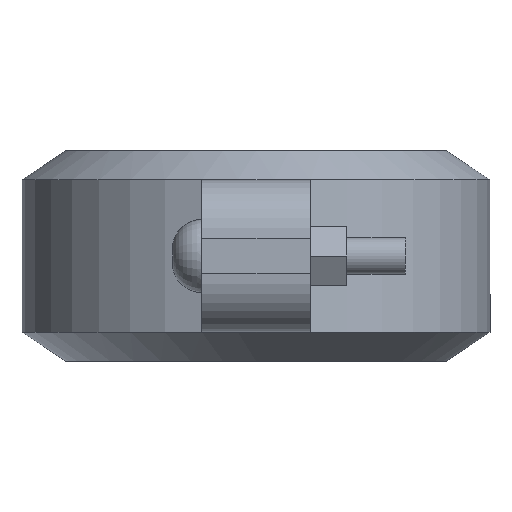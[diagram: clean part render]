
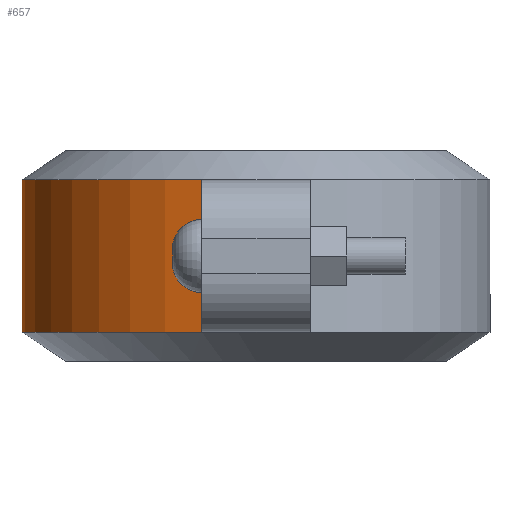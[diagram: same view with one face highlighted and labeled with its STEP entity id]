
A CAD part, left-side view. The second image highlights one B-rep face of the part: STEP entity #657.
In plain terms, the highlighted cylindrical face has radius 50.8 mm (diameter 101.6 mm), a partial arc.
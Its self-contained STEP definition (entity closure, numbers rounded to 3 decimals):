
#2 = VECTOR ( 'NONE', #1037, 1000. ) ;
#17 = VERTEX_POINT ( 'NONE', #531 ) ;
#27 = FACE_OUTER_BOUND ( 'NONE', #36, .T. ) ;
#36 = EDGE_LOOP ( 'NONE', ( #1025, #253, #551, #1503, #1659, #485 ) ) ;
#45 = EDGE_CURVE ( 'NONE', #1208, #1557, #1583, .T. ) ;
#78 = DIRECTION ( 'NONE',  ( 0., 0., 1. ) ) ;
#87 = DIRECTION ( 'NONE',  ( 0., 0., 1. ) ) ;
#126 = EDGE_CURVE ( 'NONE', #338, #17, #1469, .T. ) ;
#165 = CARTESIAN_POINT ( 'NONE',  ( 0., 0., 16.51 ) ) ;
#175 = DIRECTION ( 'NONE',  ( 0., -1., 0. ) ) ;
#193 = AXIS2_PLACEMENT_3D ( 'NONE', #730, #87, #871 ) ;
#242 = CYLINDRICAL_SURFACE ( 'NONE', #193, 50.8 ) ;
#253 = ORIENTED_EDGE ( 'NONE', *, *, #45, .T. ) ;
#263 = CARTESIAN_POINT ( 'NONE',  ( -49.417, 11.772, -16.51 ) ) ;
#279 = CARTESIAN_POINT ( 'NONE',  ( 0., 0., -16.51 ) ) ;
#338 = VERTEX_POINT ( 'NONE', #1502 ) ;
#339 = CARTESIAN_POINT ( 'NONE',  ( 49.417, 11.772, -16.51 ) ) ;
#398 = AXIS2_PLACEMENT_3D ( 'NONE', #744, #1013, #1392 ) ;
#470 = AXIS2_PLACEMENT_3D ( 'NONE', #279, #1057, #668 ) ;
#485 = ORIENTED_EDGE ( 'NONE', *, *, #126, .F. ) ;
#488 = CARTESIAN_POINT ( 'NONE',  ( 0., 50.8, -16.51 ) ) ;
#506 = VERTEX_POINT ( 'NONE', #263 ) ;
#516 = DIRECTION ( 'NONE',  ( 0., -1., 0. ) ) ;
#531 = CARTESIAN_POINT ( 'NONE',  ( 0., 50.8, 16.51 ) ) ;
#551 = ORIENTED_EDGE ( 'NONE', *, *, #734, .T. ) ;
#602 = CIRCLE ( 'NONE', #1238, 50.8 ) ;
#657 = ADVANCED_FACE ( 'NONE', ( #27 ), #242, .T. ) ;
#668 = DIRECTION ( 'NONE',  ( 0., -1., 0. ) ) ;
#730 = CARTESIAN_POINT ( 'NONE',  ( 0., 0., 0. ) ) ;
#731 = VECTOR ( 'NONE', #78, 1000. ) ;
#734 = EDGE_CURVE ( 'NONE', #1557, #506, #1327, .T. ) ;
#744 = CARTESIAN_POINT ( 'NONE',  ( 0., 0., -16.51 ) ) ;
#858 = VERTEX_POINT ( 'NONE', #940 ) ;
#871 = DIRECTION ( 'NONE',  ( 0., -1., 0. ) ) ;
#906 = CARTESIAN_POINT ( 'NONE',  ( -49.417, 11.772, -16.51 ) ) ;
#939 = CARTESIAN_POINT ( 'NONE',  ( 0., 0., 16.51 ) ) ;
#940 = CARTESIAN_POINT ( 'NONE',  ( -49.417, 11.772, 16.51 ) ) ;
#997 = LINE ( 'NONE', #906, #2 ) ;
#1013 = DIRECTION ( 'NONE',  ( 0., 0., 1. ) ) ;
#1025 = ORIENTED_EDGE ( 'NONE', *, *, #1032, .F. ) ;
#1032 = EDGE_CURVE ( 'NONE', #1208, #338, #1464, .T. ) ;
#1037 = DIRECTION ( 'NONE',  ( 0., 0., 1. ) ) ;
#1054 = DIRECTION ( 'NONE',  ( 0., 0., 1. ) ) ;
#1057 = DIRECTION ( 'NONE',  ( 0., 0., 1. ) ) ;
#1208 = VERTEX_POINT ( 'NONE', #339 ) ;
#1238 = AXIS2_PLACEMENT_3D ( 'NONE', #939, #1054, #516 ) ;
#1327 = CIRCLE ( 'NONE', #398, 50.8 ) ;
#1350 = DIRECTION ( 'NONE',  ( 0., 0., 1. ) ) ;
#1385 = EDGE_CURVE ( 'NONE', #506, #858, #997, .T. ) ;
#1392 = DIRECTION ( 'NONE',  ( 0., -1., 0. ) ) ;
#1456 = EDGE_CURVE ( 'NONE', #17, #858, #602, .T. ) ;
#1464 = LINE ( 'NONE', #1618, #731 ) ;
#1469 = CIRCLE ( 'NONE', #1525, 50.8 ) ;
#1502 = CARTESIAN_POINT ( 'NONE',  ( 49.417, 11.772, 16.51 ) ) ;
#1503 = ORIENTED_EDGE ( 'NONE', *, *, #1385, .T. ) ;
#1525 = AXIS2_PLACEMENT_3D ( 'NONE', #165, #1350, #175 ) ;
#1557 = VERTEX_POINT ( 'NONE', #488 ) ;
#1583 = CIRCLE ( 'NONE', #470, 50.8 ) ;
#1618 = CARTESIAN_POINT ( 'NONE',  ( 49.417, 11.772, -16.51 ) ) ;
#1659 = ORIENTED_EDGE ( 'NONE', *, *, #1456, .F. ) ;
